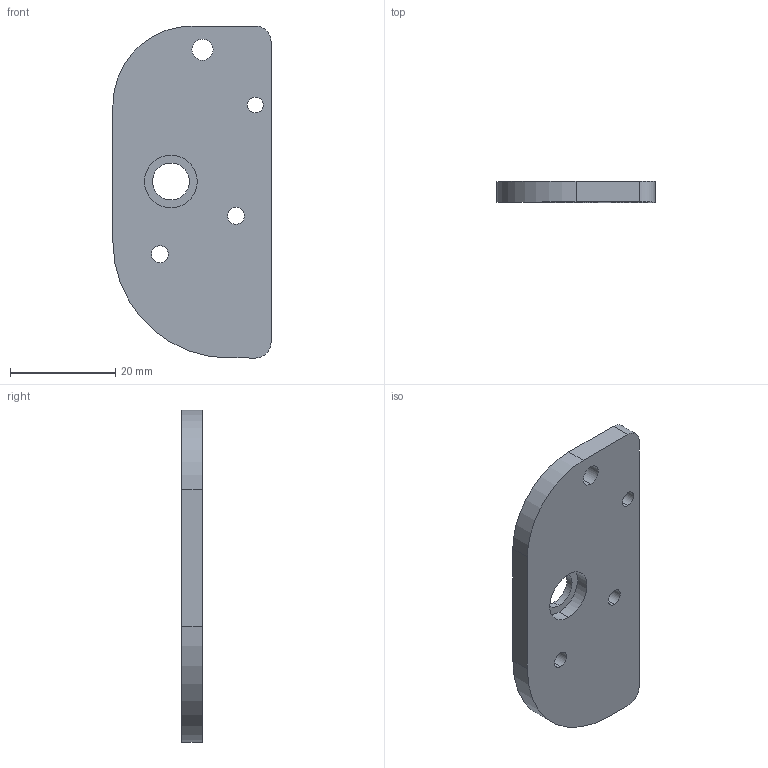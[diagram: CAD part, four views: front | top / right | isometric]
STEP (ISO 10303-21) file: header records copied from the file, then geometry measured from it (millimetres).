
FILE_DESCRIPTION (( 'STEP AP214' ), '1' );
FILE_NAME ('mirror side part.STEP', '2018-12-05T05:56:38', ( '' ), ( '' ), 'SwSTEP 2.0', 'SolidWorks 2016', '' );
FILE_SCHEMA (( 'AUTOMOTIVE_DESIGN' ));
Length unit declared in the file: millimetre
Products named in the file (1): mirror side part
Bounding box: 30 x 3.9 x 63 mm (x, y, z)
Volume: 6348 mm3; surface area: 4298.7 mm2
Topology: 1 solids, 1 shells, 61 faces, 165 edges, 106 vertices
Faces by surface type: cylinder 42, plane 9, cone 6, bspline 4
Entity records: 4229 total; most frequent: CARTESIAN_POINT 2787, ORIENTED_EDGE 326, DIRECTION 254, EDGE_CURVE 163, VERTEX_POINT 106, AXIS2_PLACEMENT_3D 96, EDGE_LOOP 73, LINE 62
